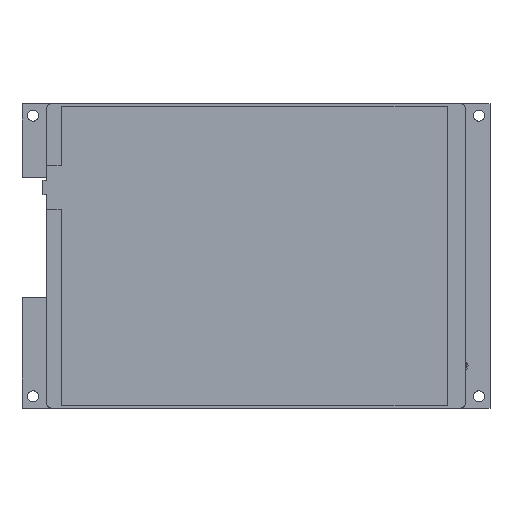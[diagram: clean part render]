
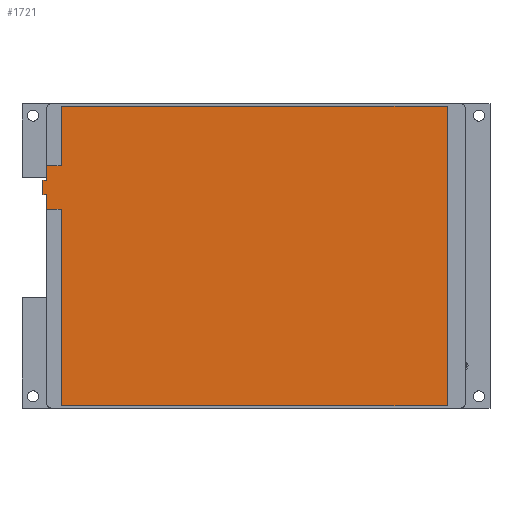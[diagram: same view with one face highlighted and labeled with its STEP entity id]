
A CAD part, top view. The second image highlights one B-rep face of the part: STEP entity #1721.
In plain terms, the highlighted face is planar.
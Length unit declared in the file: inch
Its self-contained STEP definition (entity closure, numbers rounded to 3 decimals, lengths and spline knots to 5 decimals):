
#1721 = ADVANCED_FACE ( 'NONE', ( #13296 ), #15091, .F. ) ;
#3263 = EDGE_LOOP ( 'NONE', ( #4443, #4444, #4445, #4446, #4447, #4448, #4449, #4450, #4451, #4452, #4453, #4454 ) ) ;
#3509 = VERTEX_POINT ( 'NONE', #18364 ) ;
#3510 = VERTEX_POINT ( 'NONE', #18354 ) ;
#3511 = VERTEX_POINT ( 'NONE', #18365 ) ;
#3518 = VERTEX_POINT ( 'NONE', #18371 ) ;
#3526 = VERTEX_POINT ( 'NONE', #18379 ) ;
#3529 = VERTEX_POINT ( 'NONE', #18382 ) ;
#3531 = VERTEX_POINT ( 'NONE', #18384 ) ;
#3532 = VERTEX_POINT ( 'NONE', #18385 ) ;
#3535 = VERTEX_POINT ( 'NONE', #18388 ) ;
#3536 = VERTEX_POINT ( 'NONE', #18389 ) ;
#3557 = VERTEX_POINT ( 'NONE', #18410 ) ;
#3564 = VERTEX_POINT ( 'NONE', #18417 ) ;
#4443 = ORIENTED_EDGE ( 'NONE', *, *, #5347, .F. ) ;
#4444 = ORIENTED_EDGE ( 'NONE', *, *, #5360, .F. ) ;
#4445 = ORIENTED_EDGE ( 'NONE', *, *, #5357, .F. ) ;
#4446 = ORIENTED_EDGE ( 'NONE', *, *, #5362, .T. ) ;
#4447 = ORIENTED_EDGE ( 'NONE', *, *, #5363, .T. ) ;
#4448 = ORIENTED_EDGE ( 'NONE', *, *, #5364, .T. ) ;
#4449 = ORIENTED_EDGE ( 'NONE', *, *, #5365, .T. ) ;
#4450 = ORIENTED_EDGE ( 'NONE', *, *, #5366, .T. ) ;
#4451 = ORIENTED_EDGE ( 'NONE', *, *, #5367, .T. ) ;
#4452 = ORIENTED_EDGE ( 'NONE', *, *, #5368, .T. ) ;
#4453 = ORIENTED_EDGE ( 'NONE', *, *, #5354, .F. ) ;
#4454 = ORIENTED_EDGE ( 'NONE', *, *, #5351, .F. ) ;
#5347 = EDGE_CURVE ( 'NONE', #3557, #3535, #17926, .T. ) ;
#5351 = EDGE_CURVE ( 'NONE', #3535, #3526, #17934, .T. ) ;
#5354 = EDGE_CURVE ( 'NONE', #3526, #3531, #17940, .T. ) ;
#5357 = EDGE_CURVE ( 'NONE', #3518, #3529, #17932, .T. ) ;
#5360 = EDGE_CURVE ( 'NONE', #3529, #3557, #17952, .T. ) ;
#5362 = EDGE_CURVE ( 'NONE', #3518, #3532, #17956, .T. ) ;
#5363 = EDGE_CURVE ( 'NONE', #3532, #3564, #17950, .T. ) ;
#5364 = EDGE_CURVE ( 'NONE', #3564, #3509, #17960, .T. ) ;
#5365 = EDGE_CURVE ( 'NONE', #3509, #3510, #17962, .T. ) ;
#5366 = EDGE_CURVE ( 'NONE', #3510, #3536, #17964, .T. ) ;
#5367 = EDGE_CURVE ( 'NONE', #3536, #3511, #17966, .T. ) ;
#5368 = EDGE_CURVE ( 'NONE', #3511, #3531, #17968, .T. ) ;
#12930 = AXIS2_PLACEMENT_3D ( 'NONE', #15092, #15097, #15098 ) ;
#13296 = FACE_OUTER_BOUND ( 'NONE', #3263, .T. ) ;
#15091 = PLANE ( 'NONE',  #12930 ) ;
#15092 = CARTESIAN_POINT ( 'NONE',  ( -2.60827, 0., 2.02165 ) ) ;
#15097 = DIRECTION ( 'NONE',  ( 0., 1., 0. ) ) ;
#15098 = DIRECTION ( 'NONE',  ( 0., 0., 1. ) ) ;
#17926 = LINE ( 'NONE', #18705, #17929 ) ;
#17929 = VECTOR ( 'NONE', #18707, 39.37008 ) ;
#17932 = LINE ( 'NONE', #18709, #17949 ) ;
#17934 = LINE ( 'NONE', #18713, #17937 ) ;
#17937 = VECTOR ( 'NONE', #18714, 39.37008 ) ;
#17940 = LINE ( 'NONE', #18719, #17943 ) ;
#17943 = VECTOR ( 'NONE', #18720, 39.37008 ) ;
#17949 = VECTOR ( 'NONE', #18726, 39.37008 ) ;
#17950 = LINE ( 'NONE', #18724, #17961 ) ;
#17952 = LINE ( 'NONE', #18731, #17955 ) ;
#17955 = VECTOR ( 'NONE', #18732, 39.37008 ) ;
#17956 = LINE ( 'NONE', #18735, #17959 ) ;
#17959 = VECTOR ( 'NONE', #18737, 39.37008 ) ;
#17960 = LINE ( 'NONE', #18739, #17963 ) ;
#17961 = VECTOR ( 'NONE', #18738, 39.37008 ) ;
#17962 = LINE ( 'NONE', #18741, #17965 ) ;
#17963 = VECTOR ( 'NONE', #18740, 39.37008 ) ;
#17964 = LINE ( 'NONE', #18743, #17967 ) ;
#17965 = VECTOR ( 'NONE', #18742, 39.37008 ) ;
#17966 = LINE ( 'NONE', #18745, #17969 ) ;
#17967 = VECTOR ( 'NONE', #18744, 39.37008 ) ;
#17968 = LINE ( 'NONE', #18747, #17971 ) ;
#17969 = VECTOR ( 'NONE', #18746, 39.37008 ) ;
#17971 = VECTOR ( 'NONE', #18748, 39.37008 ) ;
#18354 = CARTESIAN_POINT ( 'NONE',  ( 2.8563, 0., -0.82874 ) ) ;
#18364 = CARTESIAN_POINT ( 'NONE',  ( 2.8563, 0., -1.02559 ) ) ;
#18365 = CARTESIAN_POINT ( 'NONE',  ( 2.80512, 0., -0.63189 ) ) ;
#18371 = CARTESIAN_POINT ( 'NONE',  ( 2.60827, 0., -1.22244 ) ) ;
#18379 = CARTESIAN_POINT ( 'NONE',  ( 2.60827, 0., 2.02165 ) ) ;
#18382 = CARTESIAN_POINT ( 'NONE',  ( 2.60827, 0., -2.02165 ) ) ;
#18384 = CARTESIAN_POINT ( 'NONE',  ( 2.60827, 0., -0.63189 ) ) ;
#18385 = CARTESIAN_POINT ( 'NONE',  ( 2.80512, 0., -1.22244 ) ) ;
#18388 = CARTESIAN_POINT ( 'NONE',  ( -2.60827, 0., 2.02165 ) ) ;
#18389 = CARTESIAN_POINT ( 'NONE',  ( 2.80512, 0., -0.82874 ) ) ;
#18410 = CARTESIAN_POINT ( 'NONE',  ( -2.60827, 0., -2.02165 ) ) ;
#18417 = CARTESIAN_POINT ( 'NONE',  ( 2.80512, 0., -1.02559 ) ) ;
#18705 = CARTESIAN_POINT ( 'NONE',  ( -2.60827, 0., -2.02165 ) ) ;
#18707 = DIRECTION ( 'NONE',  ( 0., 0., 1. ) ) ;
#18709 = CARTESIAN_POINT ( 'NONE',  ( 2.60827, 0., -2.02165 ) ) ;
#18713 = CARTESIAN_POINT ( 'NONE',  ( -2.60827, 0., 2.02165 ) ) ;
#18714 = DIRECTION ( 'NONE',  ( 1., 0., 0. ) ) ;
#18719 = CARTESIAN_POINT ( 'NONE',  ( 2.60827, 0., -2.02165 ) ) ;
#18720 = DIRECTION ( 'NONE',  ( 0., 0., -1. ) ) ;
#18724 = CARTESIAN_POINT ( 'NONE',  ( 2.80512, 0., -1.02559 ) ) ;
#18726 = DIRECTION ( 'NONE',  ( 0., 0., -1. ) ) ;
#18731 = CARTESIAN_POINT ( 'NONE',  ( -2.60827, 0., -2.02165 ) ) ;
#18732 = DIRECTION ( 'NONE',  ( -1., 0., 0. ) ) ;
#18735 = CARTESIAN_POINT ( 'NONE',  ( 2.60827, 0., -1.22244 ) ) ;
#18737 = DIRECTION ( 'NONE',  ( 1., 0., 0. ) ) ;
#18738 = DIRECTION ( 'NONE',  ( 0., 0., 1. ) ) ;
#18739 = CARTESIAN_POINT ( 'NONE',  ( 2.80512, 0., -1.02559 ) ) ;
#18740 = DIRECTION ( 'NONE',  ( 1., 0., 0. ) ) ;
#18741 = CARTESIAN_POINT ( 'NONE',  ( 2.8563, 0., -1.02559 ) ) ;
#18742 = DIRECTION ( 'NONE',  ( 0., 0., 1. ) ) ;
#18743 = CARTESIAN_POINT ( 'NONE',  ( 2.80512, 0., -0.82874 ) ) ;
#18744 = DIRECTION ( 'NONE',  ( -1., 0., 0. ) ) ;
#18745 = CARTESIAN_POINT ( 'NONE',  ( 2.80512, 0., -0.63189 ) ) ;
#18746 = DIRECTION ( 'NONE',  ( 0., 0., 1. ) ) ;
#18747 = CARTESIAN_POINT ( 'NONE',  ( 2.60827, 0., -0.63189 ) ) ;
#18748 = DIRECTION ( 'NONE',  ( -1., 0., 0. ) ) ;
